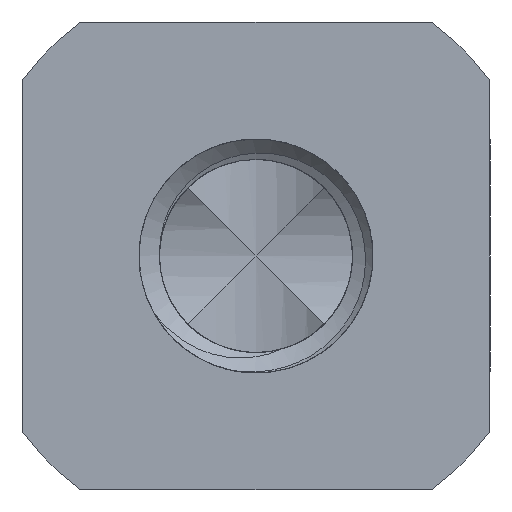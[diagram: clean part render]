
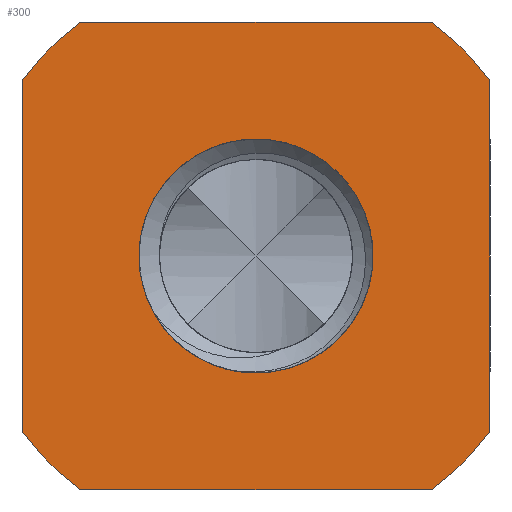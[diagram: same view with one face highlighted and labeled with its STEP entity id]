
A CAD part, front view. The second image highlights one B-rep face of the part: STEP entity #300.
In plain terms, the highlighted planar face has unit normal (0, -1, 0).
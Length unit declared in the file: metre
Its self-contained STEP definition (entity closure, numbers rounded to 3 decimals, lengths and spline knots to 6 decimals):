
#300 = ADVANCED_FACE( 'NONE', ( #810, #811 ), #812, .F. );
#810 = FACE_OUTER_BOUND( '', #2007, .T. );
#811 = FACE_BOUND( '', #2008, .T. );
#812 = PLANE( '', #2009 );
#2007 = EDGE_LOOP( '', ( #4351, #4352, #4353, #4354, #4355, #4356, #4357, #4358 ) );
#2008 = EDGE_LOOP( '', ( #4359, #4360 ) );
#2009 = AXIS2_PLACEMENT_3D( '', #4361, #4362, #4363 );
#4351 = ORIENTED_EDGE( '', *, *, #6760, .F. );
#4352 = ORIENTED_EDGE( '', *, *, #6761, .F. );
#4353 = ORIENTED_EDGE( '', *, *, #6762, .F. );
#4354 = ORIENTED_EDGE( '', *, *, #6763, .F. );
#4355 = ORIENTED_EDGE( '', *, *, #6764, .T. );
#4356 = ORIENTED_EDGE( '', *, *, #6765, .F. );
#4357 = ORIENTED_EDGE( '', *, *, #6766, .T. );
#4358 = ORIENTED_EDGE( '', *, *, #6767, .F. );
#4359 = ORIENTED_EDGE( '', *, *, #6768, .T. );
#4360 = ORIENTED_EDGE( '', *, *, #6769, .T. );
#4361 = CARTESIAN_POINT( '', ( 0., -0.004, 0. ) );
#4362 = DIRECTION( '', ( 0., 1., 0. ) );
#4363 = DIRECTION( '', ( 1., 0., 0. ) );
#6760 = EDGE_CURVE( 'NONE', #7996, #7997, #7998, .T. );
#6761 = EDGE_CURVE( 'NONE', #7999, #7996, #8000, .T. );
#6762 = EDGE_CURVE( 'NONE', #8001, #7999, #8002, .T. );
#6763 = EDGE_CURVE( 'NONE', #8003, #8001, #8004, .T. );
#6764 = EDGE_CURVE( 'NONE', #8003, #8005, #8006, .T. );
#6765 = EDGE_CURVE( 'NONE', #8007, #8005, #8008, .T. );
#6766 = EDGE_CURVE( 'NONE', #8007, #8009, #8010, .T. );
#6767 = EDGE_CURVE( 'NONE', #7997, #8009, #8011, .T. );
#6768 = EDGE_CURVE( 'NONE', #8012, #8013, #8014, .T. );
#6769 = EDGE_CURVE( 'NONE', #8013, #8012, #8015, .T. );
#7996 = VERTEX_POINT( 'NONE', #10539 );
#7997 = VERTEX_POINT( 'NONE', #10540 );
#7998 = LINE( '', #10541, #10542 );
#7999 = VERTEX_POINT( 'NONE', #10543 );
#8000 = CIRCLE( '', #10544, 0.005 );
#8001 = VERTEX_POINT( 'NONE', #10545 );
#8002 = LINE( '', #10546, #10547 );
#8003 = VERTEX_POINT( 'NONE', #10548 );
#8004 = CIRCLE( '', #10549, 0.005 );
#8005 = VERTEX_POINT( 'NONE', #10550 );
#8006 = LINE( '', #10551, #10552 );
#8007 = VERTEX_POINT( 'NONE', #10553 );
#8008 = CIRCLE( '', #10554, 0.005 );
#8009 = VERTEX_POINT( 'NONE', #10555 );
#8010 = LINE( '', #10556, #10557 );
#8011 = CIRCLE( '', #10558, 0.005 );
#8012 = VERTEX_POINT( 'NONE', #10559 );
#8013 = VERTEX_POINT( 'NONE', #10560 );
#8014 = CIRCLE( '', #10561, 0.002 );
#8015 = CIRCLE( '', #10562, 0.002 );
#10539 = CARTESIAN_POINT( '', ( -0.003, -0.004, 0.004 ) );
#10540 = CARTESIAN_POINT( '', ( 0.003, -0.004, 0.004 ) );
#10541 = CARTESIAN_POINT( '', ( 0., -0.004, 0.004 ) );
#10542 = VECTOR( '', #14928, 1. );
#10543 = CARTESIAN_POINT( '', ( -0.004, -0.004, 0.003 ) );
#10544 = AXIS2_PLACEMENT_3D( '', #14929, #14930, #14931 );
#10545 = CARTESIAN_POINT( '', ( -0.004, -0.004, -0.003 ) );
#10546 = CARTESIAN_POINT( '', ( -0.004, -0.004, 0. ) );
#10547 = VECTOR( '', #14932, 1. );
#10548 = CARTESIAN_POINT( '', ( -0.003, -0.004, -0.004 ) );
#10549 = AXIS2_PLACEMENT_3D( '', #14933, #14934, #14935 );
#10550 = CARTESIAN_POINT( '', ( 0.003, -0.004, -0.004 ) );
#10551 = CARTESIAN_POINT( '', ( 0., -0.004, -0.004 ) );
#10552 = VECTOR( '', #14936, 1. );
#10553 = CARTESIAN_POINT( '', ( 0.004, -0.004, -0.003 ) );
#10554 = AXIS2_PLACEMENT_3D( '', #14937, #14938, #14939 );
#10555 = CARTESIAN_POINT( '', ( 0.004, -0.004, 0.003 ) );
#10556 = CARTESIAN_POINT( '', ( 0.004, -0.004, 0. ) );
#10557 = VECTOR( '', #14940, 1. );
#10558 = AXIS2_PLACEMENT_3D( '', #14941, #14942, #14943 );
#10559 = CARTESIAN_POINT( '', ( -0.000509, -0.004, -0.001934 ) );
#10560 = CARTESIAN_POINT( '', ( -0.001739, -0.004, -0.000988 ) );
#10561 = AXIS2_PLACEMENT_3D( '', #14944, #14945, #14946 );
#10562 = AXIS2_PLACEMENT_3D( '', #14947, #14948, #14949 );
#14928 = DIRECTION( '', ( 1., 0., 0. ) );
#14929 = CARTESIAN_POINT( '', ( 0., -0.004, 0. ) );
#14930 = DIRECTION( '', ( 0., 1., 0. ) );
#14931 = DIRECTION( '', ( 0., 0., 1. ) );
#14932 = DIRECTION( '', ( 0., 0., 1. ) );
#14933 = CARTESIAN_POINT( '', ( 0., -0.004, 0. ) );
#14934 = DIRECTION( '', ( 0., 1., 0. ) );
#14935 = DIRECTION( '', ( 0., 0., 1. ) );
#14936 = DIRECTION( '', ( 1., 0., 0. ) );
#14937 = CARTESIAN_POINT( '', ( 0., -0.004, 0. ) );
#14938 = DIRECTION( '', ( 0., 1., 0. ) );
#14939 = DIRECTION( '', ( 0., 0., 1. ) );
#14940 = DIRECTION( '', ( 0., 0., 1. ) );
#14941 = CARTESIAN_POINT( '', ( 0., -0.004, 0. ) );
#14942 = DIRECTION( '', ( 0., 1., 0. ) );
#14943 = DIRECTION( '', ( 0., 0., 1. ) );
#14944 = CARTESIAN_POINT( '', ( 0., -0.004, 0. ) );
#14945 = DIRECTION( '', ( 0., 1., 0. ) );
#14946 = DIRECTION( '', ( 0., 0., 1. ) );
#14947 = CARTESIAN_POINT( '', ( 0., -0.004, 0. ) );
#14948 = DIRECTION( '', ( 0., 1., 0. ) );
#14949 = DIRECTION( '', ( 0., 0., 1. ) );
